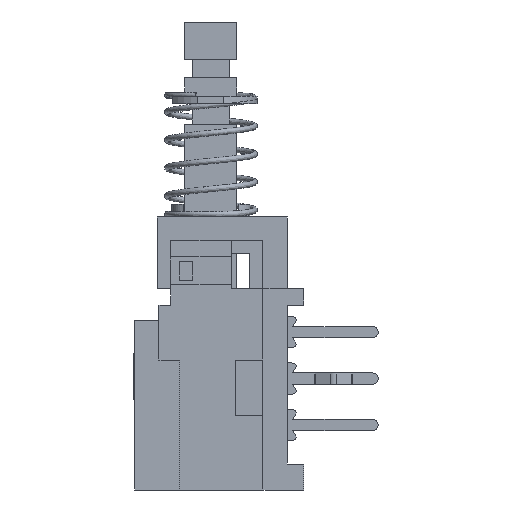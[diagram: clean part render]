
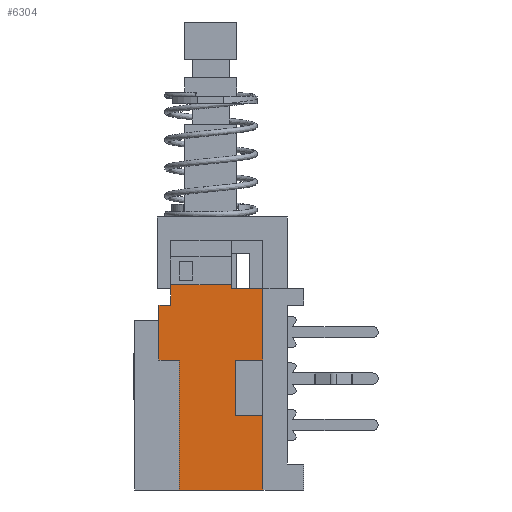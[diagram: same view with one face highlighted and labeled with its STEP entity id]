
A CAD part, left-side view. The second image highlights one B-rep face of the part: STEP entity #6304.
In plain terms, the highlighted planar face has unit normal (-1, 0, 0).
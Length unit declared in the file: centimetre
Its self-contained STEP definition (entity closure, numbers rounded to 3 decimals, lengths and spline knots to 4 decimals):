
#215=FACE_OUTER_BOUND('',#543,.T.);
#543=EDGE_LOOP('',(#4252,#4253,#4254,#4255,#4256,#4257,#4258,#4259,#4260,
#4261,#4262,#4263,#4264,#4265,#4266));
#860=LINE('',#8733,#1698);
#871=LINE('',#8756,#1709);
#932=LINE('',#8887,#1770);
#972=LINE('',#8974,#1810);
#976=LINE('',#8982,#1814);
#980=LINE('',#8989,#1818);
#985=LINE('',#9000,#1823);
#990=LINE('',#9010,#1828);
#991=LINE('',#9012,#1829);
#992=LINE('',#9014,#1830);
#993=LINE('',#9015,#1831);
#994=LINE('',#9017,#1832);
#995=LINE('',#9019,#1833);
#996=LINE('',#9020,#1834);
#997=LINE('',#9021,#1835);
#1698=VECTOR('',#7046,1.);
#1709=VECTOR('',#7061,1.);
#1770=VECTOR('',#7156,1.);
#1810=VECTOR('',#7214,1.);
#1814=VECTOR('',#7218,1.);
#1818=VECTOR('',#7224,1.);
#1823=VECTOR('',#7233,1.);
#1828=VECTOR('',#7242,1.);
#1829=VECTOR('',#7243,1.);
#1830=VECTOR('',#7244,1.);
#1831=VECTOR('',#7245,1.);
#1832=VECTOR('',#7246,1.);
#1833=VECTOR('',#7247,1.);
#1834=VECTOR('',#7248,1.);
#1835=VECTOR('',#7249,1.);
#2536=VERTEX_POINT('',#8730);
#2537=VERTEX_POINT('',#8732);
#2547=VERTEX_POINT('',#8755);
#2600=VERTEX_POINT('',#8885);
#2637=VERTEX_POINT('',#8971);
#2638=VERTEX_POINT('',#8973);
#2641=VERTEX_POINT('',#8979);
#2642=VERTEX_POINT('',#8981);
#2644=VERTEX_POINT('',#8986);
#2647=VERTEX_POINT('',#8997);
#2651=VERTEX_POINT('',#9009);
#2652=VERTEX_POINT('',#9011);
#2653=VERTEX_POINT('',#9013);
#2654=VERTEX_POINT('',#9016);
#2655=VERTEX_POINT('',#9018);
#3152=EDGE_CURVE('',#2537,#2536,#860,.T.);
#3163=EDGE_CURVE('',#2547,#2537,#871,.T.);
#3228=EDGE_CURVE('',#2536,#2600,#932,.T.);
#3268=EDGE_CURVE('',#2638,#2637,#972,.T.);
#3272=EDGE_CURVE('',#2642,#2641,#976,.T.);
#3276=EDGE_CURVE('',#2644,#2547,#980,.T.);
#3281=EDGE_CURVE('',#2600,#2647,#985,.T.);
#3286=EDGE_CURVE('',#2647,#2651,#990,.T.);
#3287=EDGE_CURVE('',#2652,#2651,#991,.T.);
#3288=EDGE_CURVE('',#2652,#2653,#992,.T.);
#3289=EDGE_CURVE('',#2642,#2653,#993,.T.);
#3290=EDGE_CURVE('',#2641,#2654,#994,.T.);
#3291=EDGE_CURVE('',#2654,#2655,#995,.T.);
#3292=EDGE_CURVE('',#2655,#2638,#996,.T.);
#3293=EDGE_CURVE('',#2644,#2637,#997,.T.);
#4252=ORIENTED_EDGE('',*,*,#3228,.T.);
#4253=ORIENTED_EDGE('',*,*,#3281,.T.);
#4254=ORIENTED_EDGE('',*,*,#3286,.T.);
#4255=ORIENTED_EDGE('',*,*,#3287,.F.);
#4256=ORIENTED_EDGE('',*,*,#3288,.T.);
#4257=ORIENTED_EDGE('',*,*,#3289,.F.);
#4258=ORIENTED_EDGE('',*,*,#3272,.T.);
#4259=ORIENTED_EDGE('',*,*,#3290,.T.);
#4260=ORIENTED_EDGE('',*,*,#3291,.T.);
#4261=ORIENTED_EDGE('',*,*,#3292,.T.);
#4262=ORIENTED_EDGE('',*,*,#3268,.T.);
#4263=ORIENTED_EDGE('',*,*,#3293,.F.);
#4264=ORIENTED_EDGE('',*,*,#3276,.T.);
#4265=ORIENTED_EDGE('',*,*,#3163,.T.);
#4266=ORIENTED_EDGE('',*,*,#3152,.T.);
#6020=PLANE('',#6650);
#6304=ADVANCED_FACE('',(#215),#6020,.T.);
#6650=AXIS2_PLACEMENT_3D('',#9008,#7240,#7241);
#7046=DIRECTION('',(0.,1.,0.));
#7061=DIRECTION('',(0.,0.,1.));
#7156=DIRECTION('',(0.,0.,-1.));
#7214=DIRECTION('',(0.,0.,1.));
#7218=DIRECTION('',(0.,0.,1.));
#7224=DIRECTION('',(0.,1.,0.));
#7233=DIRECTION('',(0.,1.,0.));
#7240=DIRECTION('center_axis',(-1.,0.,0.));
#7241=DIRECTION('ref_axis',(0.,0.,1.));
#7242=DIRECTION('',(0.,0.,-1.));
#7243=DIRECTION('',(0.,1.,0.));
#7244=DIRECTION('',(0.,0.,-1.));
#7245=DIRECTION('',(0.,1.,0.));
#7246=DIRECTION('',(0.,1.,0.));
#7247=DIRECTION('',(0.,0.,1.));
#7248=DIRECTION('',(0.,-1.,0.));
#7249=DIRECTION('',(0.,-1.,0.));
#8730=CARTESIAN_POINT('',(-0.365,0.2171,-0.33));
#8732=CARTESIAN_POINT('',(-0.365,-0.11,-0.33));
#8733=CARTESIAN_POINT('',(-0.365,-0.0314,-0.33));
#8755=CARTESIAN_POINT('',(-0.365,-0.11,-0.35));
#8756=CARTESIAN_POINT('',(-0.365,-0.11,-0.35));
#8885=CARTESIAN_POINT('',(-0.365,0.2171,-0.44));
#8887=CARTESIAN_POINT('',(-0.365,0.2171,-0.3725));
#8971=CARTESIAN_POINT('',(-0.365,-0.28,-0.35));
#8973=CARTESIAN_POINT('',(-0.365,-0.28,-0.735));
#8974=CARTESIAN_POINT('',(-0.365,-0.28,-1.435));
#8979=CARTESIAN_POINT('',(-0.365,-0.28,-1.035));
#8981=CARTESIAN_POINT('',(-0.365,-0.28,-1.435));
#8982=CARTESIAN_POINT('',(-0.365,-0.28,-1.435));
#8986=CARTESIAN_POINT('',(-0.365,-0.21,-0.35));
#8989=CARTESIAN_POINT('',(-0.365,-0.28,-0.35));
#8997=CARTESIAN_POINT('',(-0.365,0.28,-0.44));
#9000=CARTESIAN_POINT('',(-0.365,-0.0314,-0.44));
#9008=CARTESIAN_POINT('Origin',(-0.365,-0.28,-0.35));
#9009=CARTESIAN_POINT('',(-0.365,0.28,-0.735));
#9010=CARTESIAN_POINT('',(-0.365,0.28,-0.735));
#9011=CARTESIAN_POINT('',(-0.365,0.17,-0.735));
#9012=CARTESIAN_POINT('',(-0.365,0.17,-0.735));
#9013=CARTESIAN_POINT('',(-0.365,0.17,-1.435));
#9014=CARTESIAN_POINT('',(-0.365,0.17,-1.435));
#9015=CARTESIAN_POINT('',(-0.365,-0.28,-1.435));
#9016=CARTESIAN_POINT('',(-0.365,-0.13,-1.035));
#9017=CARTESIAN_POINT('',(-0.365,-0.28,-1.035));
#9018=CARTESIAN_POINT('',(-0.365,-0.13,-0.735));
#9019=CARTESIAN_POINT('',(-0.365,-0.13,-0.6175));
#9020=CARTESIAN_POINT('',(-0.365,-0.28,-0.735));
#9021=CARTESIAN_POINT('',(-0.365,-0.21,-0.35));
